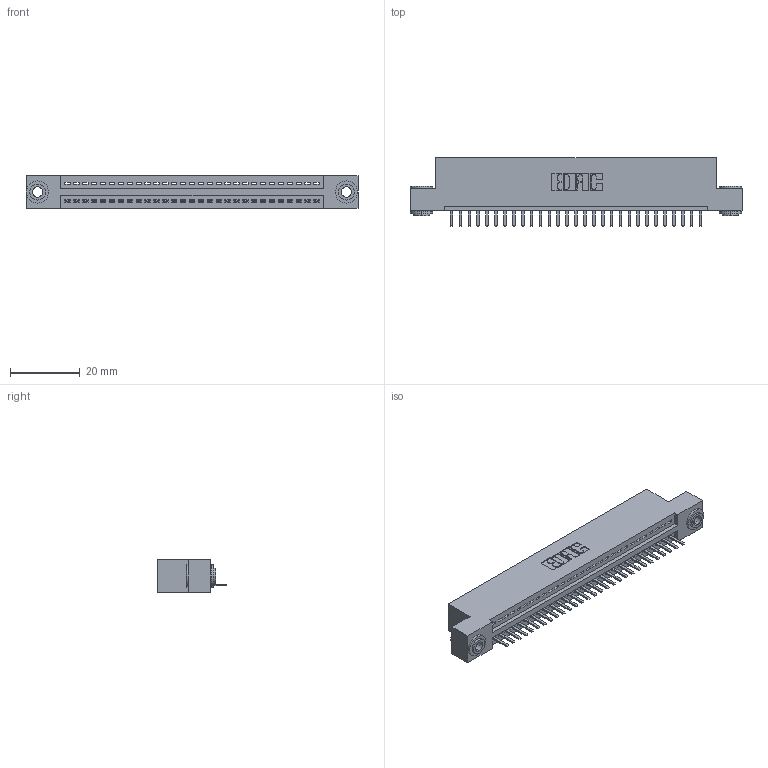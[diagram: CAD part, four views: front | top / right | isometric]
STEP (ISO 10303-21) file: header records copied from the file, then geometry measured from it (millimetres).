
FILE_DESCRIPTION (( 'STEP AP203' ), '1' );
FILE_NAME ('345-029-520-103.STEP', '2018-08-23T00:35:59', ( '' ), ( '' ), 'SwSTEP 2.0', 'SolidWorks 2016', '' );
FILE_SCHEMA (( 'CONFIG_CONTROL_DESIGN' ));
Length unit declared in the file: inch
Products named in the file (4): 345 Part_Flush Mounting Lugs - 0.156 Dia-TH; 345-292-001_345-293-120; 345-250-002_345-250-002-102; 345-029-520-103
Assembly tree (32 placements, depth 2):
  345-029-520-103
    345 Part_Flush Mounting Lugs - 0.156 Dia-TH
    345-292-001_345-293-120  x29
    345-250-002_345-250-002-102  x2
Bounding box: 94.87 x 19.68 x 9.4 mm (x, y, z)
Volume: 8840.2 mm3; surface area: 11512.8 mm2
Topology: 32 solids, 32 shells, 1962 faces, 5753 edges, 3754 vertices
Faces by surface type: plane 1308, cylinder 646, cone 8
Entity records: 24340 total; most frequent: CARTESIAN_POINT 4206, ORIENTED_EDGE 4150, DIRECTION 3711, EDGE_CURVE 2075, LINE 1799, VECTOR 1799, VERTEX_POINT 1378, AXIS2_PLACEMENT_3D 956
